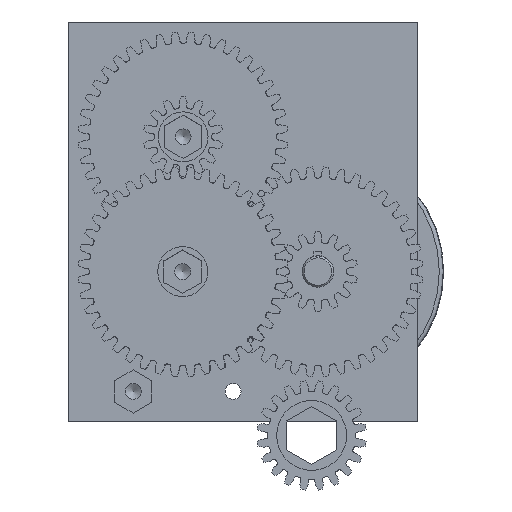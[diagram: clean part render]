
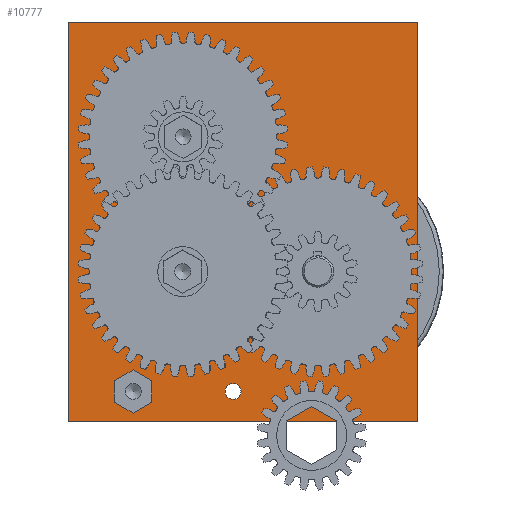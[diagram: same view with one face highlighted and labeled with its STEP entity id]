
A CAD part, front view. The second image highlights one B-rep face of the part: STEP entity #10777.
In plain terms, the highlighted planar face has unit normal (0, -1, 0).
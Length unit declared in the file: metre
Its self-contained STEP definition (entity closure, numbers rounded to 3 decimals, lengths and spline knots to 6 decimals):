
#1471=CIRCLE('',#12192,0.015621);
#1473=CIRCLE('',#12199,0.016002);
#1474=CIRCLE('',#12200,0.002032);
#1475=CIRCLE('',#12201,0.002032);
#1476=CIRCLE('',#12202,0.009652);
#3898=ORIENTED_EDGE('',*,*,#6066,.F.);
#3899=ORIENTED_EDGE('',*,*,#6067,.F.);
#3900=ORIENTED_EDGE('',*,*,#6068,.F.);
#3901=ORIENTED_EDGE('',*,*,#6052,.F.);
#3902=ORIENTED_EDGE('',*,*,#6069,.F.);
#3903=ORIENTED_EDGE('',*,*,#6056,.T.);
#3904=ORIENTED_EDGE('',*,*,#6060,.T.);
#3905=ORIENTED_EDGE('',*,*,#6063,.F.);
#3906=ORIENTED_EDGE('',*,*,#6065,.F.);
#6052=EDGE_CURVE('',#7331,#7331,#1471,.T.);
#6056=EDGE_CURVE('',#7336,#7335,#8124,.T.);
#6060=EDGE_CURVE('',#7335,#7338,#8128,.T.);
#6063=EDGE_CURVE('',#7340,#7338,#8131,.T.);
#6065=EDGE_CURVE('',#7336,#7340,#8133,.T.);
#6066=EDGE_CURVE('',#7341,#7341,#1473,.T.);
#6067=EDGE_CURVE('',#7342,#7342,#1474,.T.);
#6068=EDGE_CURVE('',#7343,#7343,#1475,.T.);
#6069=EDGE_CURVE('',#7344,#7344,#1476,.T.);
#7331=VERTEX_POINT('',#25803);
#7335=VERTEX_POINT('',#25811);
#7336=VERTEX_POINT('',#25813);
#7338=VERTEX_POINT('',#25819);
#7340=VERTEX_POINT('',#25825);
#7341=VERTEX_POINT('',#25832);
#7342=VERTEX_POINT('',#25834);
#7343=VERTEX_POINT('',#25836);
#7344=VERTEX_POINT('',#25838);
#8124=LINE('',#25812,#8734);
#8128=LINE('',#25820,#8738);
#8131=LINE('',#25826,#8741);
#8133=LINE('',#25829,#8743);
#8734=VECTOR('',#14513,1.);
#8738=VECTOR('',#14519,1.);
#8741=VECTOR('',#14524,1.);
#8743=VECTOR('',#14528,1.);
#9352=EDGE_LOOP('',(#3898));
#9353=EDGE_LOOP('',(#3899));
#9354=EDGE_LOOP('',(#3900));
#9355=EDGE_LOOP('',(#3901));
#9356=EDGE_LOOP('',(#3902));
#9357=EDGE_LOOP('',(#3903,#3904,#3905,#3906));
#10040=FACE_BOUND('',#9352,.T.);
#10041=FACE_BOUND('',#9353,.T.);
#10042=FACE_BOUND('',#9354,.T.);
#10043=FACE_BOUND('',#9355,.T.);
#10044=FACE_BOUND('',#9356,.T.);
#10045=FACE_BOUND('',#9357,.T.);
#10353=PLANE('',#12198);
#10777=ADVANCED_FACE('',(#10040,#10041,#10042,#10043,#10044,#10045),#10353,
 .T.);
#12192=AXIS2_PLACEMENT_3D('',#25802,#14505,#14506);
#12198=AXIS2_PLACEMENT_3D('',#25830,#14529,#14530);
#12199=AXIS2_PLACEMENT_3D('',#25831,#14531,#14532);
#12200=AXIS2_PLACEMENT_3D('',#25833,#14533,#14534);
#12201=AXIS2_PLACEMENT_3D('',#25835,#14535,#14536);
#12202=AXIS2_PLACEMENT_3D('',#25837,#14537,#14538);
#14505=DIRECTION('',(0.,-1.,0.));
#14506=DIRECTION('',(0.,0.,-1.));
#14513=DIRECTION('',(0.,0.,-1.));
#14519=DIRECTION('',(1.,0.,0.));
#14524=DIRECTION('',(0.,0.,-1.));
#14528=DIRECTION('',(1.,0.,0.));
#14529=DIRECTION('',(0.,-1.,0.));
#14530=DIRECTION('',(1.,0.,0.));
#14531=DIRECTION('',(0.,-1.,0.));
#14532=DIRECTION('',(0.,0.,-1.));
#14533=DIRECTION('',(0.,-1.,0.));
#14534=DIRECTION('',(0.,0.,-1.));
#14535=DIRECTION('',(0.,-1.,0.));
#14536=DIRECTION('',(0.,0.,-1.));
#14537=DIRECTION('',(0.,-1.,0.));
#14538=DIRECTION('',(0.,0.,-1.));
#25802=CARTESIAN_POINT('',(-0.03429,-0.00254,0.));
#25803=CARTESIAN_POINT('',(-0.03429,-0.00254,-0.015621));
#25811=CARTESIAN_POINT('',(-0.0635,-0.00254,-0.0381));
#25812=CARTESIAN_POINT('',(-0.0635,-0.00254,0.));
#25813=CARTESIAN_POINT('',(-0.0635,-0.00254,0.0635));
#25819=CARTESIAN_POINT('',(0.0254,-0.00254,-0.0381));
#25820=CARTESIAN_POINT('',(-0.04445,-0.00254,-0.0381));
#25825=CARTESIAN_POINT('',(0.0254,-0.00254,0.0635));
#25826=CARTESIAN_POINT('',(0.0254,-0.00254,0.));
#25829=CARTESIAN_POINT('',(-0.01905,-0.00254,0.0635));
#25830=CARTESIAN_POINT('',(-0.01905,-0.00254,0.0127));
#25831=CARTESIAN_POINT('',(-0.03429,-0.00254,0.03429));
#25832=CARTESIAN_POINT('',(-0.03429,-0.00254,0.018288));
#25833=CARTESIAN_POINT('',(-0.04699,-0.00254,-0.03048));
#25834=CARTESIAN_POINT('',(-0.04699,-0.00254,-0.032512));
#25835=CARTESIAN_POINT('',(-0.02159,-0.00254,-0.03048));
#25836=CARTESIAN_POINT('',(-0.02159,-0.00254,-0.032512));
#25837=CARTESIAN_POINT('',(0.,-0.00254,0.));
#25838=CARTESIAN_POINT('',(0.,-0.00254,-0.009652));
